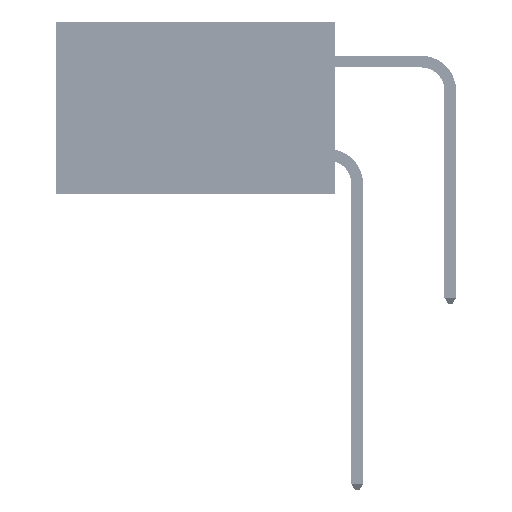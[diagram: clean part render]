
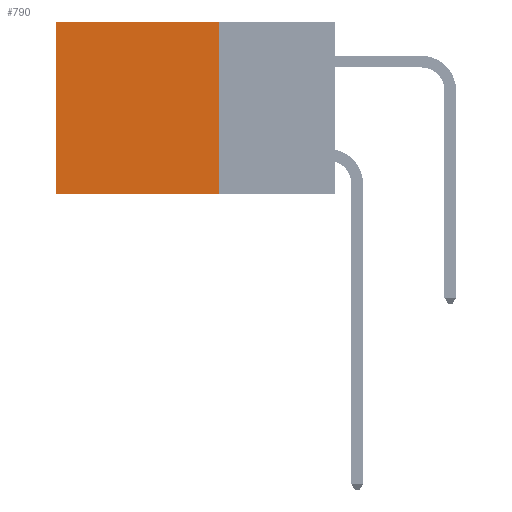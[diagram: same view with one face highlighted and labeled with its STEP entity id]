
A CAD part, left-side view. The second image highlights one B-rep face of the part: STEP entity #790.
In plain terms, the highlighted planar face has unit normal (-1, 0, 0).
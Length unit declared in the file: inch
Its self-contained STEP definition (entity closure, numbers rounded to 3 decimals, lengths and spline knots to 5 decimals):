
#790 = ADVANCED_FACE ( 'NONE', ( #30252 ), #34881, .F. ) ;
#2870 = ORIENTED_EDGE ( 'NONE', *, *, #7267, .F. ) ;
#3261 = EDGE_CURVE ( 'NONE', #4457, #46348, #27389, .T. ) ;
#4457 = VERTEX_POINT ( 'NONE', #14812 ) ;
#5101 = CARTESIAN_POINT ( 'NONE',  ( 0.2875, 0.25, 0. ) ) ;
#5382 = ORIENTED_EDGE ( 'NONE', *, *, #12373, .T. ) ;
#6383 = LINE ( 'NONE', #5101, #9928 ) ;
#7267 = EDGE_CURVE ( 'NONE', #36551, #46348, #16982, .T. ) ;
#9928 = VECTOR ( 'NONE', #43068, 39.37008 ) ;
#11471 = CARTESIAN_POINT ( 'NONE',  ( 0.2875, 0.25, 0. ) ) ;
#11934 = CARTESIAN_POINT ( 'NONE',  ( 0.2875, 0.25, 0. ) ) ;
#12373 = EDGE_CURVE ( 'NONE', #45521, #4457, #6383, .T. ) ;
#14052 = EDGE_LOOP ( 'NONE', ( #38538, #2870, #18284, #5382 ) ) ;
#14812 = CARTESIAN_POINT ( 'NONE',  ( 0.2875, 0.6, 0. ) ) ;
#15144 = CARTESIAN_POINT ( 'NONE',  ( 0.2875, 0.25, -0.37 ) ) ;
#15492 = CARTESIAN_POINT ( 'NONE',  ( 0.2875, 0.6, -0.37 ) ) ;
#16982 = LINE ( 'NONE', #27548, #42977 ) ;
#18284 = ORIENTED_EDGE ( 'NONE', *, *, #30333, .F. ) ;
#20829 = LINE ( 'NONE', #11471, #32629 ) ;
#23826 = DIRECTION ( 'NONE',  ( 0., 0., -1. ) ) ;
#27389 = LINE ( 'NONE', #27524, #46229 ) ;
#27524 = CARTESIAN_POINT ( 'NONE',  ( 0.2875, 0.6, 0. ) ) ;
#27548 = CARTESIAN_POINT ( 'NONE',  ( 0.2875, 0.25, -0.37 ) ) ;
#30252 = FACE_OUTER_BOUND ( 'NONE', #14052, .T. ) ;
#30333 = EDGE_CURVE ( 'NONE', #45521, #36551, #20829, .T. ) ;
#30920 = DIRECTION ( 'NONE',  ( 1., 0., 0. ) ) ;
#32629 = VECTOR ( 'NONE', #42502, 39.37008 ) ;
#33561 = CARTESIAN_POINT ( 'NONE',  ( 0.2875, 0.25, 0. ) ) ;
#34881 = PLANE ( 'NONE',  #38098 ) ;
#36551 = VERTEX_POINT ( 'NONE', #15144 ) ;
#38098 = AXIS2_PLACEMENT_3D ( 'NONE', #11934, #30920, #23826 ) ;
#38538 = ORIENTED_EDGE ( 'NONE', *, *, #3261, .T. ) ;
#42502 = DIRECTION ( 'NONE',  ( 0., 0., -1. ) ) ;
#42977 = VECTOR ( 'NONE', #45657, 39.37008 ) ;
#43068 = DIRECTION ( 'NONE',  ( 0., 1., 0. ) ) ;
#45521 = VERTEX_POINT ( 'NONE', #33561 ) ;
#45657 = DIRECTION ( 'NONE',  ( 0., 1., 0. ) ) ;
#46229 = VECTOR ( 'NONE', #46454, 39.37008 ) ;
#46348 = VERTEX_POINT ( 'NONE', #15492 ) ;
#46454 = DIRECTION ( 'NONE',  ( 0., 0., -1. ) ) ;
